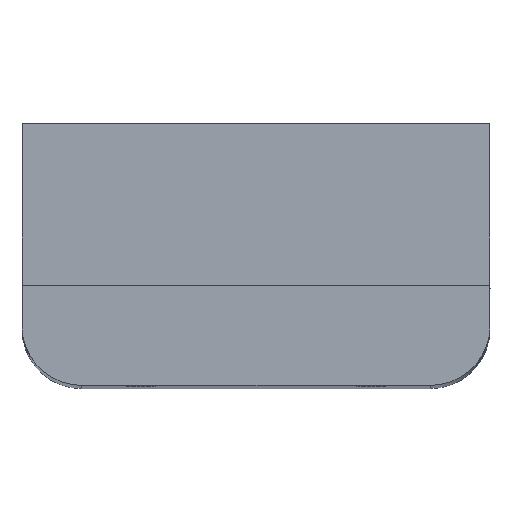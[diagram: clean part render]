
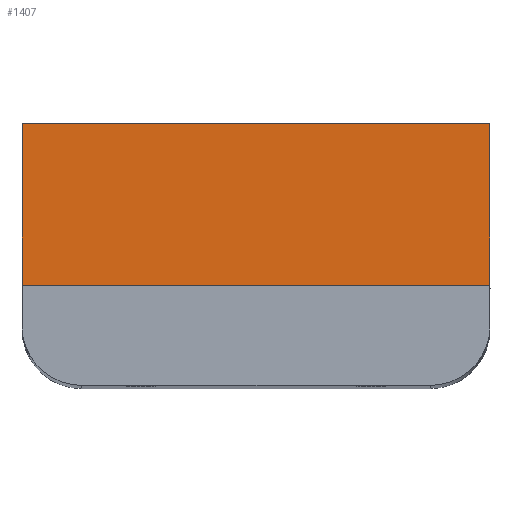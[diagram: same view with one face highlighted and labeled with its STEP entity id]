
A CAD part, top view. The second image highlights one B-rep face of the part: STEP entity #1407.
In plain terms, the highlighted planar face has unit normal (0, 0, 1).
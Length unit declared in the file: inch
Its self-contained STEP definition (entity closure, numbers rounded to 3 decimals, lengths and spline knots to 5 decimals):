
#70 = EDGE_CURVE ( 'NONE', #2249, #697, #82, .T. ) ;
#82 = LINE ( 'NONE', #1202, #2738 ) ;
#101 = LINE ( 'NONE', #978, #687 ) ;
#184 = ORIENTED_EDGE ( 'NONE', *, *, #70, .T. ) ;
#202 = ORIENTED_EDGE ( 'NONE', *, *, #709, .T. ) ;
#206 = VERTEX_POINT ( 'NONE', #2533 ) ;
#287 = CARTESIAN_POINT ( 'NONE',  ( -1.965, -1.12356, 1. ) ) ;
#344 = DIRECTION ( 'NONE',  ( 0., 0., -1. ) ) ;
#687 = VECTOR ( 'NONE', #1392, 39.37008 ) ;
#697 = VERTEX_POINT ( 'NONE', #287 ) ;
#709 = EDGE_CURVE ( 'NONE', #1850, #206, #740, .T. ) ;
#740 = LINE ( 'NONE', #1571, #999 ) ;
#808 = FACE_OUTER_BOUND ( 'NONE', #2350, .T. ) ;
#932 = EDGE_CURVE ( 'NONE', #2249, #206, #101, .T. ) ;
#978 = CARTESIAN_POINT ( 'NONE',  ( 0., 0.235, 1. ) ) ;
#999 = VECTOR ( 'NONE', #1334, 39.37008 ) ;
#1047 = CARTESIAN_POINT ( 'NONE',  ( 1.965, -1.12356, 1. ) ) ;
#1202 = CARTESIAN_POINT ( 'NONE',  ( -1.965, -1.965, 1. ) ) ;
#1334 = DIRECTION ( 'NONE',  ( 0., 1., 0. ) ) ;
#1382 = ORIENTED_EDGE ( 'NONE', *, *, #2348, .T. ) ;
#1392 = DIRECTION ( 'NONE',  ( 1., 0., 0. ) ) ;
#1407 = ADVANCED_FACE ( 'NONE', ( #808 ), #1422, .F. ) ;
#1417 = DIRECTION ( 'NONE',  ( 0., -1., 0. ) ) ;
#1422 = PLANE ( 'NONE',  #1812 ) ;
#1571 = CARTESIAN_POINT ( 'NONE',  ( 1.965, -1.965, 1. ) ) ;
#1615 = DIRECTION ( 'NONE',  ( -1., 0., 0. ) ) ;
#1657 = LINE ( 'NONE', #2274, #2782 ) ;
#1812 = AXIS2_PLACEMENT_3D ( 'NONE', #1889, #344, #1615 ) ;
#1849 = CARTESIAN_POINT ( 'NONE',  ( -1.965, 0.235, 1. ) ) ;
#1850 = VERTEX_POINT ( 'NONE', #1047 ) ;
#1889 = CARTESIAN_POINT ( 'NONE',  ( 0., 0., 1. ) ) ;
#2249 = VERTEX_POINT ( 'NONE', #1849 ) ;
#2274 = CARTESIAN_POINT ( 'NONE',  ( 0., -1.12356, 1. ) ) ;
#2348 = EDGE_CURVE ( 'NONE', #697, #1850, #1657, .T. ) ;
#2350 = EDGE_LOOP ( 'NONE', ( #184, #1382, #202, #2656 ) ) ;
#2533 = CARTESIAN_POINT ( 'NONE',  ( 1.965, 0.235, 1. ) ) ;
#2656 = ORIENTED_EDGE ( 'NONE', *, *, #932, .F. ) ;
#2711 = DIRECTION ( 'NONE',  ( 1., 0., 0. ) ) ;
#2738 = VECTOR ( 'NONE', #1417, 39.37008 ) ;
#2782 = VECTOR ( 'NONE', #2711, 39.37008 ) ;
